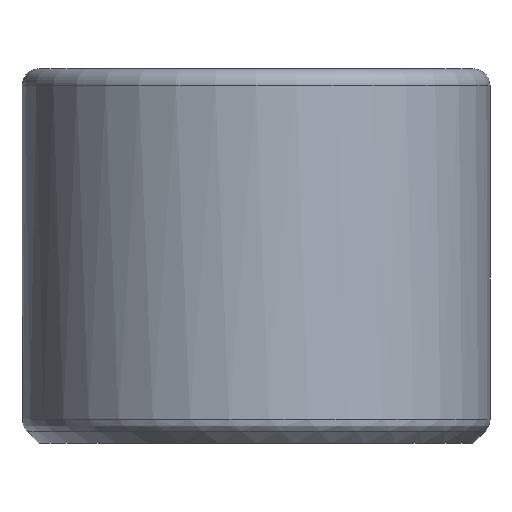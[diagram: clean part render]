
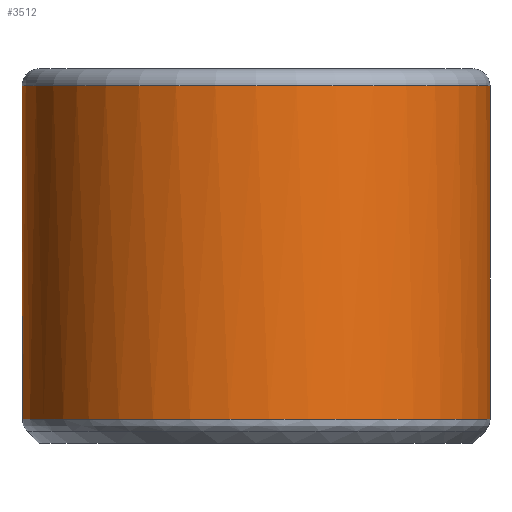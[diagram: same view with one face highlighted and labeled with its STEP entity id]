
A CAD part, front view. The second image highlights one B-rep face of the part: STEP entity #3512.
In plain terms, the highlighted cylindrical face has radius 13.75 mm (diameter 27.5 mm), a full revolution.
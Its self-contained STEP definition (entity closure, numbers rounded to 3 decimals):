
#484 = ( BOUNDED_SURFACE() B_SPLINE_SURFACE(2,14,(
    (#485,#486,#487,#488,#489,#490,#491,#492,#493,#494,#495,#496,#497
      ,#498,#499)
    ,(#500,#501,#502,#503,#504,#505,#506,#507,#508,#509,#510,#511,#512
      ,#513,#514)
    ,(#515,#516,#517,#518,#519,#520,#521,#522,#523,#524,#525,#526,#527
      ,#528,#529
)),.UNSPECIFIED.,.F.,.T.,.F.) B_SPLINE_SURFACE_WITH_KNOTS((3,3),(15,15),
  (0.,86.394),(0.,86.394),
.PIECEWISE_BEZIER_KNOTS.) GEOMETRIC_REPRESENTATION_ITEM() 
RATIONAL_B_SPLINE_SURFACE((
    (1.,1.,1.,1.,1.,1.
      ,1.,1.,1.,1.
      ,1.,1.,1.,1.,1.)
    ,(0.924,0.924,0.924,0.924
      ,0.924,0.924,0.924,0.924
      ,0.924,0.924,0.924,0.924
      ,0.924,0.924,0.924)
    ,(1.,1.,1.,1.,1.,1.
      ,1.,1.,1.,1.
      ,1.,1.,1.,1.,1.
))) REPRESENTATION_ITEM('') SURFACE() );
#485 = CARTESIAN_POINT('',(13.75,0.,1.414));
#486 = CARTESIAN_POINT('',(13.75,6.082,1.414)
  );
#487 = CARTESIAN_POINT('',(10.854,12.293,
    1.414));
#488 = CARTESIAN_POINT('',(4.857,17.015,1.414
    ));
#489 = CARTESIAN_POINT('',(-3.323,18.567,
    1.414));
#490 = CARTESIAN_POINT('',(-11.796,15.494,1.414
    ));
#491 = CARTESIAN_POINT('',(-17.48,9.411,1.414
    ));
#492 = CARTESIAN_POINT('',(-21.076,0.,
    1.414));
#493 = CARTESIAN_POINT('',(-17.48,-9.411,
    1.414));
#494 = CARTESIAN_POINT('',(-11.796,-15.494,
    1.414));
#495 = CARTESIAN_POINT('',(-3.323,-18.567,
    1.414));
#496 = CARTESIAN_POINT('',(4.857,-17.015,1.414
    ));
#497 = CARTESIAN_POINT('',(10.854,-12.293,1.414)
  );
#498 = CARTESIAN_POINT('',(13.75,-6.082,
    1.414));
#499 = CARTESIAN_POINT('',(13.75,0.,1.414));
#500 = CARTESIAN_POINT('',(13.75,0.,1.));
#501 = CARTESIAN_POINT('',(13.75,6.082,1.));
#502 = CARTESIAN_POINT('',(10.854,12.293,1.));
#503 = CARTESIAN_POINT('',(4.857,17.015,1.));
#504 = CARTESIAN_POINT('',(-3.323,18.567,1.));
#505 = CARTESIAN_POINT('',(-11.796,15.494,
    1.));
#506 = CARTESIAN_POINT('',(-17.48,9.411,1.
    ));
#507 = CARTESIAN_POINT('',(-21.076,0.,
    1.));
#508 = CARTESIAN_POINT('',(-17.48,-9.411,
    1.));
#509 = CARTESIAN_POINT('',(-11.796,-15.494,1.
    ));
#510 = CARTESIAN_POINT('',(-3.323,-18.567,1.));
#511 = CARTESIAN_POINT('',(4.857,-17.015,1.));
#512 = CARTESIAN_POINT('',(10.854,-12.293,1.));
#513 = CARTESIAN_POINT('',(13.75,-6.082,1.));
#514 = CARTESIAN_POINT('',(13.75,0.,1.));
#515 = CARTESIAN_POINT('',(13.457,0.,0.707));
#516 = CARTESIAN_POINT('',(13.457,5.952,0.707
    ));
#517 = CARTESIAN_POINT('',(10.622,12.031,0.707)
  );
#518 = CARTESIAN_POINT('',(4.753,16.652,0.707
    ));
#519 = CARTESIAN_POINT('',(-3.252,18.171,
    0.707));
#520 = CARTESIAN_POINT('',(-11.545,15.164,0.707
    ));
#521 = CARTESIAN_POINT('',(-17.108,9.21,0.707
    ));
#522 = CARTESIAN_POINT('',(-20.627,0.,
    0.707));
#523 = CARTESIAN_POINT('',(-17.108,-9.21,
    0.707));
#524 = CARTESIAN_POINT('',(-11.545,-15.164,0.707
    ));
#525 = CARTESIAN_POINT('',(-3.252,-18.171,
    0.707));
#526 = CARTESIAN_POINT('',(4.753,-16.652,0.707
    ));
#527 = CARTESIAN_POINT('',(10.622,-12.031,0.707)
  );
#528 = CARTESIAN_POINT('',(13.457,-5.952,0.707)
  );
#529 = CARTESIAN_POINT('',(13.457,0.,
    0.707));
#1917 = VERTEX_POINT('',#1918);
#1918 = CARTESIAN_POINT('',(13.75,0.,1.414));
#1939 = EDGE_CURVE('',#1917,#1917,#1940,.T.);
#1940 = SURFACE_CURVE('',#1941,(#1957,#1964),.PCURVE_S1.);
#1941 = ( BOUNDED_CURVE() B_SPLINE_CURVE(14,(#1942,#1943,#1944,#1945,
    #1946,#1947,#1948,#1949,#1950,#1951,#1952,#1953,#1954,#1955,#1956),
.UNSPECIFIED.,.T.,.F.) B_SPLINE_CURVE_WITH_KNOTS((15,15),(
0.,86.394),.PIECEWISE_BEZIER_KNOTS.) CURVE() 
GEOMETRIC_REPRESENTATION_ITEM() RATIONAL_B_SPLINE_CURVE((1.,1.,
    1.,1.,1.,1.,
    1.,1.,1.,1.,
    1.,1.,1.,1.,1.)) 
REPRESENTATION_ITEM('') );
#1942 = CARTESIAN_POINT('',(13.75,0.,1.414));
#1943 = CARTESIAN_POINT('',(13.75,6.082,1.414
    ));
#1944 = CARTESIAN_POINT('',(10.854,12.293,
    1.414));
#1945 = CARTESIAN_POINT('',(4.857,17.015,
    1.414));
#1946 = CARTESIAN_POINT('',(-3.323,18.567,
    1.414));
#1947 = CARTESIAN_POINT('',(-11.796,15.494,
    1.414));
#1948 = CARTESIAN_POINT('',(-17.48,9.411,
    1.414));
#1949 = CARTESIAN_POINT('',(-21.076,0.,
    1.414));
#1950 = CARTESIAN_POINT('',(-17.48,-9.411,
    1.414));
#1951 = CARTESIAN_POINT('',(-11.796,-15.494,
    1.414));
#1952 = CARTESIAN_POINT('',(-3.323,-18.567,
    1.414));
#1953 = CARTESIAN_POINT('',(4.857,-17.015,
    1.414));
#1954 = CARTESIAN_POINT('',(10.854,-12.293,1.414)
  );
#1955 = CARTESIAN_POINT('',(13.75,-6.082,
    1.414));
#1956 = CARTESIAN_POINT('',(13.75,0.,1.414));
#1957 = PCURVE('',#484,#1958);
#1958 = DEFINITIONAL_REPRESENTATION('',(#1959),#1963);
#1959 = LINE('',#1960,#1961);
#1960 = CARTESIAN_POINT('',(0.,0.));
#1961 = VECTOR('',#1962,1.);
#1962 = DIRECTION('',(0.,1.));
#1963 = ( GEOMETRIC_REPRESENTATION_CONTEXT(2) 
PARAMETRIC_REPRESENTATION_CONTEXT() REPRESENTATION_CONTEXT('2D SPACE',''
  ) );
#1964 = PCURVE('',#1965,#1970);
#1965 = CYLINDRICAL_SURFACE('',#1966,13.75);
#1966 = AXIS2_PLACEMENT_3D('',#1967,#1968,#1969);
#1967 = CARTESIAN_POINT('',(0.,0.,0.));
#1968 = DIRECTION('',(-0.,-0.,-1.));
#1969 = DIRECTION('',(1.,0.,0.));
#1970 = DEFINITIONAL_REPRESENTATION('',(#1971),#1992);
#1971 = B_SPLINE_CURVE_WITH_KNOTS('',10,(#1972,#1973,#1974,#1975,#1976,
    #1977,#1978,#1979,#1980,#1981,#1982,#1983,#1984,#1985,#1986,#1987,
    #1988,#1989,#1990,#1991),.UNSPECIFIED.,.F.,.F.,(11,9,11),(
    0.,43.197,86.394),.UNSPECIFIED.);
#1972 = CARTESIAN_POINT('',(0.,-1.414));
#1973 = CARTESIAN_POINT('',(-0.31,-1.414));
#1974 = CARTESIAN_POINT('',(-0.624,-1.414));
#1975 = CARTESIAN_POINT('',(-0.94,-1.414));
#1976 = CARTESIAN_POINT('',(-1.256,-1.414));
#1977 = CARTESIAN_POINT('',(-1.57,-1.414));
#1978 = CARTESIAN_POINT('',(-1.885,-1.414));
#1979 = CARTESIAN_POINT('',(-2.199,-1.414));
#1980 = CARTESIAN_POINT('',(-2.513,-1.414));
#1981 = CARTESIAN_POINT('',(-2.827,-1.414));
#1982 = CARTESIAN_POINT('',(-3.456,-1.414));
#1983 = CARTESIAN_POINT('',(-3.77,-1.414));
#1984 = CARTESIAN_POINT('',(-4.084,-1.414));
#1985 = CARTESIAN_POINT('',(-4.398,-1.414));
#1986 = CARTESIAN_POINT('',(-4.713,-1.414));
#1987 = CARTESIAN_POINT('',(-5.027,-1.414));
#1988 = CARTESIAN_POINT('',(-5.343,-1.414));
#1989 = CARTESIAN_POINT('',(-5.659,-1.414));
#1990 = CARTESIAN_POINT('',(-5.974,-1.414));
#1991 = CARTESIAN_POINT('',(-6.283,-1.414));
#1992 = ( GEOMETRIC_REPRESENTATION_CONTEXT(2) 
PARAMETRIC_REPRESENTATION_CONTEXT() REPRESENTATION_CONTEXT('2D SPACE',''
  ) );
#3512 = ADVANCED_FACE('',(#3513),#1965,.T.);
#3513 = FACE_BOUND('',#3514,.F.);
#3514 = EDGE_LOOP('',(#3515,#3538,#3565,#3566));
#3515 = ORIENTED_EDGE('',*,*,#3516,.T.);
#3516 = EDGE_CURVE('',#1917,#3517,#3519,.T.);
#3517 = VERTEX_POINT('',#3518);
#3518 = CARTESIAN_POINT('',(13.75,0.,21.));
#3519 = SEAM_CURVE('',#3520,(#3524,#3531),.PCURVE_S1.);
#3520 = LINE('',#3521,#3522);
#3521 = CARTESIAN_POINT('',(13.75,0.,0.));
#3522 = VECTOR('',#3523,1.);
#3523 = DIRECTION('',(0.,0.,1.));
#3524 = PCURVE('',#1965,#3525);
#3525 = DEFINITIONAL_REPRESENTATION('',(#3526),#3530);
#3526 = LINE('',#3527,#3528);
#3527 = CARTESIAN_POINT('',(-0.,0.));
#3528 = VECTOR('',#3529,1.);
#3529 = DIRECTION('',(-0.,-1.));
#3530 = ( GEOMETRIC_REPRESENTATION_CONTEXT(2) 
PARAMETRIC_REPRESENTATION_CONTEXT() REPRESENTATION_CONTEXT('2D SPACE',''
  ) );
#3531 = PCURVE('',#1965,#3532);
#3532 = DEFINITIONAL_REPRESENTATION('',(#3533),#3537);
#3533 = LINE('',#3534,#3535);
#3534 = CARTESIAN_POINT('',(-6.283,0.));
#3535 = VECTOR('',#3536,1.);
#3536 = DIRECTION('',(-0.,-1.));
#3537 = ( GEOMETRIC_REPRESENTATION_CONTEXT(2) 
PARAMETRIC_REPRESENTATION_CONTEXT() REPRESENTATION_CONTEXT('2D SPACE',''
  ) );
#3538 = ORIENTED_EDGE('',*,*,#3539,.T.);
#3539 = EDGE_CURVE('',#3517,#3517,#3540,.T.);
#3540 = SURFACE_CURVE('',#3541,(#3546,#3553),.PCURVE_S1.);
#3541 = CIRCLE('',#3542,13.75);
#3542 = AXIS2_PLACEMENT_3D('',#3543,#3544,#3545);
#3543 = CARTESIAN_POINT('',(0.,0.,21.));
#3544 = DIRECTION('',(0.,0.,1.));
#3545 = DIRECTION('',(1.,0.,-0.));
#3546 = PCURVE('',#1965,#3547);
#3547 = DEFINITIONAL_REPRESENTATION('',(#3548),#3552);
#3548 = LINE('',#3549,#3550);
#3549 = CARTESIAN_POINT('',(-0.,-21.));
#3550 = VECTOR('',#3551,1.);
#3551 = DIRECTION('',(-1.,0.));
#3552 = ( GEOMETRIC_REPRESENTATION_CONTEXT(2) 
PARAMETRIC_REPRESENTATION_CONTEXT() REPRESENTATION_CONTEXT('2D SPACE',''
  ) );
#3553 = PCURVE('',#3554,#3559);
#3554 = TOROIDAL_SURFACE('',#3555,12.75,1.);
#3555 = AXIS2_PLACEMENT_3D('',#3556,#3557,#3558);
#3556 = CARTESIAN_POINT('',(0.,0.,21.));
#3557 = DIRECTION('',(0.,0.,1.));
#3558 = DIRECTION('',(1.,0.,-0.));
#3559 = DEFINITIONAL_REPRESENTATION('',(#3560),#3564);
#3560 = LINE('',#3561,#3562);
#3561 = CARTESIAN_POINT('',(0.,0.));
#3562 = VECTOR('',#3563,1.);
#3563 = DIRECTION('',(1.,0.));
#3564 = ( GEOMETRIC_REPRESENTATION_CONTEXT(2) 
PARAMETRIC_REPRESENTATION_CONTEXT() REPRESENTATION_CONTEXT('2D SPACE',''
  ) );
#3565 = ORIENTED_EDGE('',*,*,#3516,.F.);
#3566 = ORIENTED_EDGE('',*,*,#1939,.F.);
